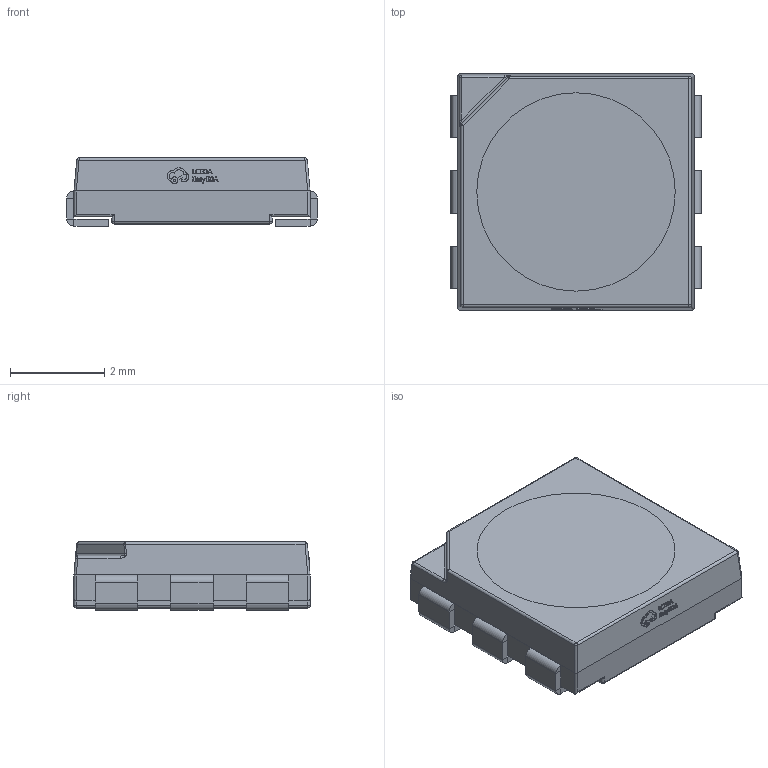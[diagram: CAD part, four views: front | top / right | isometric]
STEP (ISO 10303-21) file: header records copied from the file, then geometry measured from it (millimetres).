
FILE_DESCRIPTION (( 'STEP AP214' ), '1' );
FILE_NAME ('LED5060-6P_L5.0-W5.0-LS5.3.step', '2026-02-04T09:22:13', ( '' ), ( '' ), 'SwSTEP 2.0', 'SolidWorks 2021', '' );
FILE_SCHEMA (( 'AUTOMOTIVE_DESIGN' ));
Length unit declared in the file: millimetre
Products named in the file (1): LED5060-6P_L5.0-W5.0-LS5.3
Bounding box: 5.3 x 5 x 1.44 mm (x, y, z)
Volume: 33.4 mm3; surface area: 125.6 mm2
Topology: 2 solids, 2 shells, 397 faces, 986 edges, 610 vertices
Faces by surface type: plane 234, bspline 101, cylinder 48, sphere 10, torus 4
Entity records: 16377 total; most frequent: CARTESIAN_POINT 3395, ORIENTED_EDGE 1964, DIRECTION 1441, EDGE_CURVE 982, LINE 673, VECTOR 673, VERTEX_POINT 610, EDGE_LOOP 418
